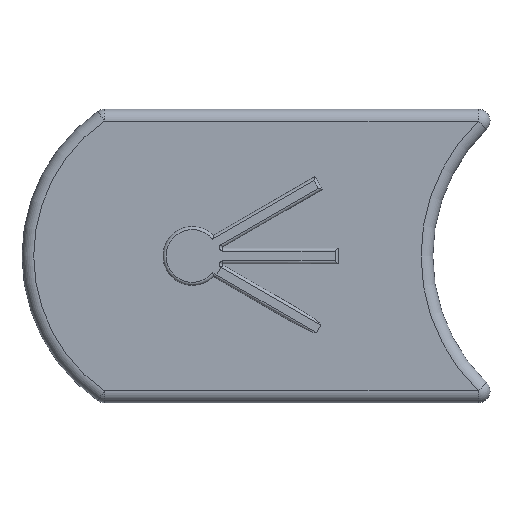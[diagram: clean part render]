
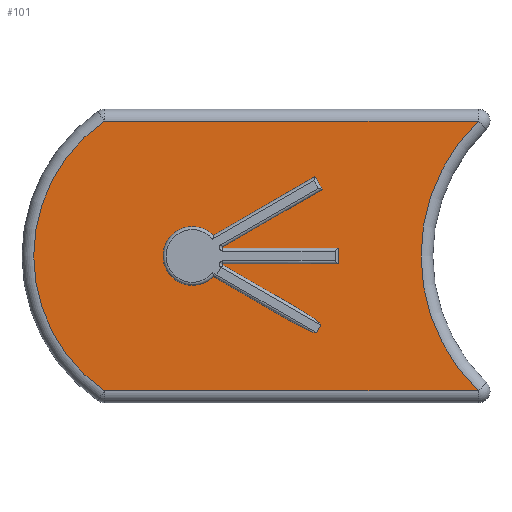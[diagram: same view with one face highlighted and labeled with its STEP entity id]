
A CAD part, top view. The second image highlights one B-rep face of the part: STEP entity #101.
In plain terms, the highlighted planar face has unit normal (0, 0, 1).
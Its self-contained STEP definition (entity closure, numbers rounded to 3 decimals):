
#81=ELLIPSE('',#900,4.932,0.5);
#82=ELLIPSE('',#901,4.932,0.5);
#90=FACE_BOUND('',#232,.T.);
#91=FACE_BOUND('',#233,.T.);
#101=ADVANCED_FACE('',(#90,#91),#160,.T.);
#160=PLANE('',#904);
#232=EDGE_LOOP('',(#358,#359,#360,#361));
#233=EDGE_LOOP('',(#362,#363,#364,#365,#366,#367,#368,#369,#370,#371,#372,
#373,#374,#375));
#299=CIRCLE('',#897,32.);
#300=CIRCLE('',#898,28.);
#301=CIRCLE('',#899,0.1);
#302=CIRCLE('',#902,5.);
#303=CIRCLE('',#903,0.1);
#358=ORIENTED_EDGE('',*,*,#670,.T.);
#359=ORIENTED_EDGE('',*,*,#671,.T.);
#360=ORIENTED_EDGE('',*,*,#672,.T.);
#361=ORIENTED_EDGE('',*,*,#673,.T.);
#362=ORIENTED_EDGE('',*,*,#674,.F.);
#363=ORIENTED_EDGE('',*,*,#675,.T.);
#364=ORIENTED_EDGE('',*,*,#676,.F.);
#365=ORIENTED_EDGE('',*,*,#677,.T.);
#366=ORIENTED_EDGE('',*,*,#678,.F.);
#367=ORIENTED_EDGE('',*,*,#679,.T.);
#368=ORIENTED_EDGE('',*,*,#680,.F.);
#369=ORIENTED_EDGE('',*,*,#681,.F.);
#370=ORIENTED_EDGE('',*,*,#682,.F.);
#371=ORIENTED_EDGE('',*,*,#683,.F.);
#372=ORIENTED_EDGE('',*,*,#684,.F.);
#373=ORIENTED_EDGE('',*,*,#685,.T.);
#374=ORIENTED_EDGE('',*,*,#686,.F.);
#375=ORIENTED_EDGE('',*,*,#687,.F.);
#600=VERTEX_POINT('',#1330);
#601=VERTEX_POINT('',#1331);
#602=VERTEX_POINT('',#1333);
#603=VERTEX_POINT('',#1335);
#604=VERTEX_POINT('',#1338);
#605=VERTEX_POINT('',#1339);
#606=VERTEX_POINT('',#1341);
#607=VERTEX_POINT('',#1343);
#608=VERTEX_POINT('',#1345);
#609=VERTEX_POINT('',#1347);
#610=VERTEX_POINT('',#1349);
#611=VERTEX_POINT('',#1351);
#612=VERTEX_POINT('',#1353);
#613=VERTEX_POINT('',#1355);
#614=VERTEX_POINT('',#1357);
#615=VERTEX_POINT('',#1359);
#616=VERTEX_POINT('',#1361);
#617=VERTEX_POINT('',#1363);
#670=EDGE_CURVE('',#600,#601,#788,.T.);
#671=EDGE_CURVE('',#601,#602,#299,.T.);
#672=EDGE_CURVE('',#602,#603,#789,.T.);
#673=EDGE_CURVE('',#603,#600,#300,.T.);
#674=EDGE_CURVE('',#604,#605,#790,.T.);
#675=EDGE_CURVE('',#604,#606,#301,.T.);
#676=EDGE_CURVE('',#607,#606,#791,.T.);
#677=EDGE_CURVE('',#607,#608,#81,.T.);
#678=EDGE_CURVE('',#609,#608,#792,.T.);
#679=EDGE_CURVE('',#609,#610,#82,.T.);
#680=EDGE_CURVE('',#611,#610,#793,.T.);
#681=EDGE_CURVE('',#612,#611,#302,.T.);
#682=EDGE_CURVE('',#613,#612,#794,.T.);
#683=EDGE_CURVE('',#614,#613,#795,.T.);
#684=EDGE_CURVE('',#615,#614,#796,.T.);
#685=EDGE_CURVE('',#615,#616,#303,.T.);
#686=EDGE_CURVE('',#617,#616,#797,.T.);
#687=EDGE_CURVE('',#605,#617,#798,.T.);
#788=LINE('',#1329,#844);
#789=LINE('',#1334,#845);
#790=LINE('',#1337,#846);
#791=LINE('',#1342,#847);
#792=LINE('',#1346,#848);
#793=LINE('',#1350,#849);
#794=LINE('',#1354,#850);
#795=LINE('',#1356,#851);
#796=LINE('',#1358,#852);
#797=LINE('',#1362,#853);
#798=LINE('',#1364,#854);
#844=VECTOR('',#1029,1.);
#845=VECTOR('',#1032,1.);
#846=VECTOR('',#1035,1.);
#847=VECTOR('',#1038,1.);
#848=VECTOR('',#1041,1.);
#849=VECTOR('',#1044,1.);
#850=VECTOR('',#1047,1.);
#851=VECTOR('',#1048,1.);
#852=VECTOR('',#1049,1.);
#853=VECTOR('',#1052,1.);
#854=VECTOR('',#1053,1.);
#897=AXIS2_PLACEMENT_3D('',#1332,#1030,#1031);
#898=AXIS2_PLACEMENT_3D('',#1336,#1033,#1034);
#899=AXIS2_PLACEMENT_3D('',#1340,#1036,#1037);
#900=AXIS2_PLACEMENT_3D('',#1344,#1039,#1040);
#901=AXIS2_PLACEMENT_3D('',#1348,#1042,#1043);
#902=AXIS2_PLACEMENT_3D('',#1352,#1045,#1046);
#903=AXIS2_PLACEMENT_3D('',#1360,#1050,#1051);
#904=AXIS2_PLACEMENT_3D('',#1365,#1054,#1055);
#1029=DIRECTION('',(1.,0.,0.));
#1030=DIRECTION('',(0.,0.,-1.));
#1031=DIRECTION('',(1.,0.,0.));
#1032=DIRECTION('',(-1.,0.,0.));
#1033=DIRECTION('',(0.,0.,1.));
#1034=DIRECTION('',(1.,0.,0.));
#1035=DIRECTION('',(1.,0.,0.));
#1036=DIRECTION('',(0.,0.,1.));
#1037=DIRECTION('',(1.,0.,0.));
#1038=DIRECTION('',(-0.866,0.5,0.));
#1039=DIRECTION('',(0.,0.,-1.));
#1040=DIRECTION('',(0.866,-0.5,0.));
#1041=DIRECTION('',(0.5,0.866,0.));
#1042=DIRECTION('',(0.,0.,-1.));
#1043=DIRECTION('',(-0.866,0.5,0.));
#1044=DIRECTION('',(0.866,-0.5,0.));
#1045=DIRECTION('',(0.,0.,1.));
#1046=DIRECTION('',(1.,0.,0.));
#1047=DIRECTION('',(-0.866,-0.5,0.));
#1048=DIRECTION('',(-0.5,0.866,0.));
#1049=DIRECTION('',(0.866,0.5,0.));
#1050=DIRECTION('',(0.,0.,1.));
#1051=DIRECTION('',(1.,0.,0.));
#1052=DIRECTION('',(-1.,0.,0.));
#1053=DIRECTION('',(0.,1.,0.));
#1054=DIRECTION('',(0.,0.,1.));
#1055=DIRECTION('',(1.,0.,0.));
#1329=CARTESIAN_POINT('',(35.,-48.,5.));
#1330=CARTESIAN_POINT('',(0.614,-48.,5.));
#1331=CARTESIAN_POINT('',(64.335,-48.,5.));
#1332=CARTESIAN_POINT('',(86.583,-25.,5.));
#1333=CARTESIAN_POINT('',(64.335,-2.,5.));
#1334=CARTESIAN_POINT('',(35.,-2.,5.));
#1335=CARTESIAN_POINT('',(0.614,-2.,5.));
#1336=CARTESIAN_POINT('',(16.583,-25.,5.));
#1337=CARTESIAN_POINT('',(20.432,-26.338,5.));
#1338=CARTESIAN_POINT('',(20.805,-26.338,5.));
#1339=CARTESIAN_POINT('',(40.432,-26.338,5.));
#1340=CARTESIAN_POINT('',(20.805,-26.438,5.));
#1341=CARTESIAN_POINT('',(20.755,-26.525,5.));
#1342=CARTESIAN_POINT('',(37.753,-36.338,5.));
#1343=CARTESIAN_POINT('',(33.481,-33.872,5.));
#1344=CARTESIAN_POINT('',(33.231,-34.305,5.));
#1345=CARTESIAN_POINT('',(37.503,-36.771,5.));
#1346=CARTESIAN_POINT('',(36.503,-38.503,5.));
#1347=CARTESIAN_POINT('',(36.753,-38.07,5.));
#1348=CARTESIAN_POINT('',(32.481,-35.604,5.));
#1349=CARTESIAN_POINT('',(32.231,-36.037,5.));
#1350=CARTESIAN_POINT('',(19.182,-28.503,5.));
#1351=CARTESIAN_POINT('',(19.182,-28.503,5.));
#1352=CARTESIAN_POINT('',(15.614,-25.,5.));
#1353=CARTESIAN_POINT('',(19.182,-21.497,5.));
#1354=CARTESIAN_POINT('',(36.503,-11.497,5.));
#1355=CARTESIAN_POINT('',(36.503,-11.497,5.));
#1356=CARTESIAN_POINT('',(37.753,-13.662,5.));
#1357=CARTESIAN_POINT('',(37.753,-13.662,5.));
#1358=CARTESIAN_POINT('',(20.432,-23.662,5.));
#1359=CARTESIAN_POINT('',(20.755,-23.475,5.));
#1360=CARTESIAN_POINT('',(20.805,-23.562,5.));
#1361=CARTESIAN_POINT('',(20.805,-23.662,5.));
#1362=CARTESIAN_POINT('',(40.432,-23.662,5.));
#1363=CARTESIAN_POINT('',(40.432,-23.662,5.));
#1364=CARTESIAN_POINT('',(40.432,-26.338,5.));
#1365=CARTESIAN_POINT('',(35.,-25.,5.));
